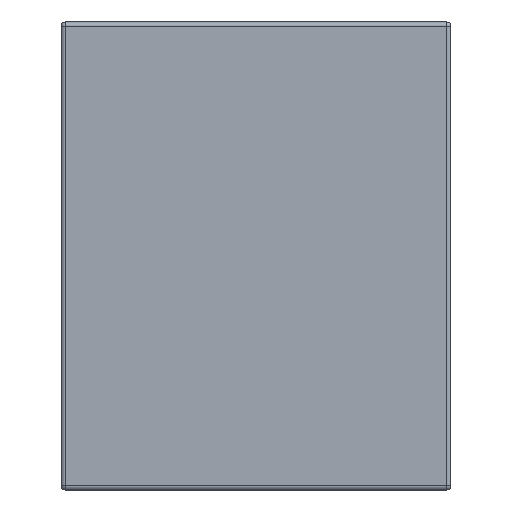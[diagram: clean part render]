
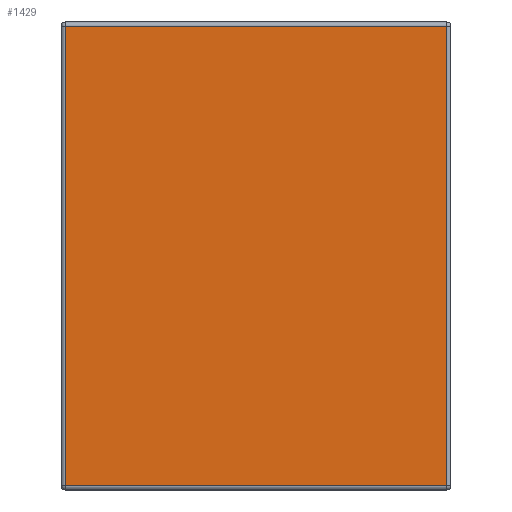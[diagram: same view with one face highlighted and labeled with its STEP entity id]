
A CAD part, left-side view. The second image highlights one B-rep face of the part: STEP entity #1429.
In plain terms, the highlighted planar face has unit normal (-1, 0, 0).
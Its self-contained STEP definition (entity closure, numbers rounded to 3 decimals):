
#3 = DIRECTION ( 'NONE',  ( 0., 0., 1. ) ) ;
#35 = LINE ( 'NONE', #1857, #1589 ) ;
#110 = CARTESIAN_POINT ( 'NONE',  ( -5.1, 4.7, 0. ) ) ;
#228 = CARTESIAN_POINT ( 'NONE',  ( -5.1, 4.7, -0.05 ) ) ;
#258 = LINE ( 'NONE', #933, #1853 ) ;
#311 = AXIS2_PLACEMENT_3D ( 'NONE', #902, #1208, #3 ) ;
#414 = DIRECTION ( 'NONE',  ( 0., 0., -1. ) ) ;
#612 = ORIENTED_EDGE ( 'NONE', *, *, #823, .T. ) ;
#617 = DIRECTION ( 'NONE',  ( 0., 0., 1. ) ) ;
#634 = FACE_OUTER_BOUND ( 'NONE', #1819, .T. ) ;
#635 = EDGE_CURVE ( 'NONE', #1715, #1336, #35, .T. ) ;
#718 = VECTOR ( 'NONE', #1743, 1000. ) ;
#728 = VERTEX_POINT ( 'NONE', #228 ) ;
#731 = LINE ( 'NONE', #110, #1484 ) ;
#804 = DIRECTION ( 'NONE',  ( 0., -1., 0. ) ) ;
#823 = EDGE_CURVE ( 'NONE', #1607, #728, #906, .T. ) ;
#902 = CARTESIAN_POINT ( 'NONE',  ( -5.1, 4.75, 0. ) ) ;
#906 = LINE ( 'NONE', #990, #718 ) ;
#933 = CARTESIAN_POINT ( 'NONE',  ( -5.1, 0.05, 0. ) ) ;
#990 = CARTESIAN_POINT ( 'NONE',  ( -5.1, 4.75, -0.05 ) ) ;
#1011 = ORIENTED_EDGE ( 'NONE', *, *, #1691, .T. ) ;
#1040 = ORIENTED_EDGE ( 'NONE', *, *, #635, .T. ) ;
#1048 = ORIENTED_EDGE ( 'NONE', *, *, #1381, .T. ) ;
#1208 = DIRECTION ( 'NONE',  ( -1., 0., 0. ) ) ;
#1336 = VERTEX_POINT ( 'NONE', #1895 ) ;
#1381 = EDGE_CURVE ( 'NONE', #728, #1715, #731, .T. ) ;
#1429 = ADVANCED_FACE ( 'NONE', ( #634 ), #1794, .T. ) ;
#1484 = VECTOR ( 'NONE', #414, 1000. ) ;
#1589 = VECTOR ( 'NONE', #804, 1000. ) ;
#1607 = VERTEX_POINT ( 'NONE', #1636 ) ;
#1636 = CARTESIAN_POINT ( 'NONE',  ( -5.1, 0.05, -0.05 ) ) ;
#1691 = EDGE_CURVE ( 'NONE', #1336, #1607, #258, .T. ) ;
#1715 = VERTEX_POINT ( 'NONE', #1820 ) ;
#1743 = DIRECTION ( 'NONE',  ( 0., 1., 0. ) ) ;
#1794 = PLANE ( 'NONE',  #311 ) ;
#1819 = EDGE_LOOP ( 'NONE', ( #612, #1048, #1040, #1011 ) ) ;
#1820 = CARTESIAN_POINT ( 'NONE',  ( -5.1, 4.7, -5.65 ) ) ;
#1853 = VECTOR ( 'NONE', #617, 1000. ) ;
#1857 = CARTESIAN_POINT ( 'NONE',  ( -5.1, 4.75, -5.65 ) ) ;
#1895 = CARTESIAN_POINT ( 'NONE',  ( -5.1, 0.05, -5.65 ) ) ;
